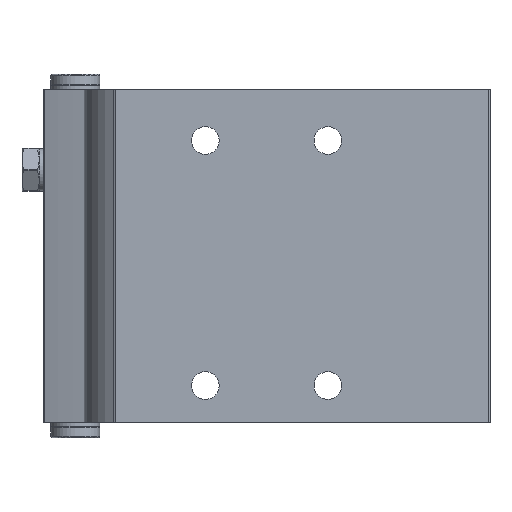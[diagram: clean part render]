
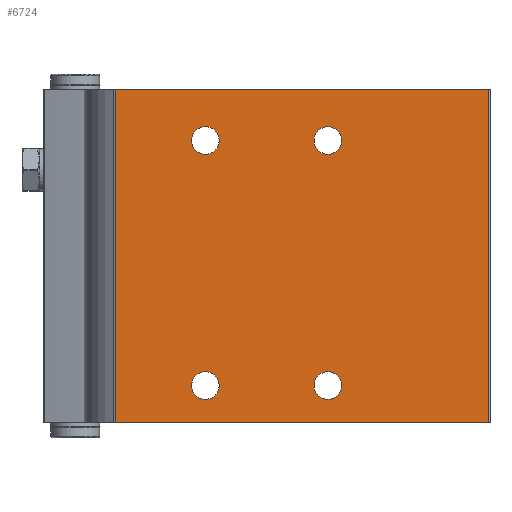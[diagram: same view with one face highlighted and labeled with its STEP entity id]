
A CAD part, front view. The second image highlights one B-rep face of the part: STEP entity #6724.
In plain terms, the highlighted planar face has unit normal (0, -1, 0).
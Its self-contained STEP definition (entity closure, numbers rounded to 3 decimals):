
#481=LINE('',#11240,#1026);
#482=LINE('',#11250,#1027);
#483=LINE('',#11252,#1028);
#484=LINE('',#11254,#1029);
#1026=VECTOR('',#8662,1000.);
#1027=VECTOR('',#8673,1000.);
#1028=VECTOR('',#8674,1000.);
#1029=VECTOR('',#8675,1000.);
#1692=ORIENTED_EDGE('',*,*,#3479,.F.);
#1693=ORIENTED_EDGE('',*,*,#3480,.F.);
#1694=ORIENTED_EDGE('',*,*,#3481,.F.);
#1695=ORIENTED_EDGE('',*,*,#3482,.F.);
#1696=ORIENTED_EDGE('',*,*,#3483,.F.);
#1697=ORIENTED_EDGE('',*,*,#3478,.F.);
#1698=ORIENTED_EDGE('',*,*,#3484,.T.);
#1699=ORIENTED_EDGE('',*,*,#3485,.T.);
#3478=EDGE_CURVE('',#4374,#4373,#481,.T.);
#3479=EDGE_CURVE('',#4375,#4375,#4853,.T.);
#3480=EDGE_CURVE('',#4376,#4376,#4854,.T.);
#3481=EDGE_CURVE('',#4377,#4377,#4855,.T.);
#3482=EDGE_CURVE('',#4378,#4378,#4856,.T.);
#3483=EDGE_CURVE('',#4373,#4379,#482,.T.);
#3484=EDGE_CURVE('',#4374,#4380,#483,.T.);
#3485=EDGE_CURVE('',#4380,#4379,#484,.T.);
#4373=VERTEX_POINT('',#11237);
#4374=VERTEX_POINT('',#11239);
#4375=VERTEX_POINT('',#11243);
#4376=VERTEX_POINT('',#11245);
#4377=VERTEX_POINT('',#11247);
#4378=VERTEX_POINT('',#11249);
#4379=VERTEX_POINT('',#11251);
#4380=VERTEX_POINT('',#11253);
#4853=CIRCLE('',#7665,2.25);
#4854=CIRCLE('',#7666,2.25);
#4855=CIRCLE('',#7667,2.25);
#4856=CIRCLE('',#7668,2.25);
#5164=EDGE_LOOP('',(#1692));
#5165=EDGE_LOOP('',(#1693));
#5166=EDGE_LOOP('',(#1694));
#5167=EDGE_LOOP('',(#1695));
#5168=EDGE_LOOP('',(#1696,#1697,#1698,#1699));
#5851=FACE_BOUND('',#5164,.T.);
#5852=FACE_BOUND('',#5165,.T.);
#5853=FACE_BOUND('',#5166,.T.);
#5854=FACE_BOUND('',#5167,.T.);
#5855=FACE_BOUND('',#5168,.T.);
#6462=PLANE('',#7664);
#6724=ADVANCED_FACE('',(#5851,#5852,#5853,#5854,#5855),#6462,.T.);
#7664=AXIS2_PLACEMENT_3D('',#11241,#8663,#8664);
#7665=AXIS2_PLACEMENT_3D('',#11242,#8665,#8666);
#7666=AXIS2_PLACEMENT_3D('',#11244,#8667,#8668);
#7667=AXIS2_PLACEMENT_3D('',#11246,#8669,#8670);
#7668=AXIS2_PLACEMENT_3D('',#11248,#8671,#8672);
#8662=DIRECTION('',(0.,0.,1.));
#8663=DIRECTION('',(0.,-1.,0.));
#8664=DIRECTION('',(0.,0.,-1.));
#8665=DIRECTION('',(0.,-1.,0.));
#8666=DIRECTION('',(0.,0.,-1.));
#8667=DIRECTION('',(0.,-1.,0.));
#8668=DIRECTION('',(0.,0.,-1.));
#8669=DIRECTION('',(0.,-1.,0.));
#8670=DIRECTION('',(0.,0.,-1.));
#8671=DIRECTION('',(0.,-1.,0.));
#8672=DIRECTION('',(0.,0.,-1.));
#8673=DIRECTION('',(1.,0.,0.));
#8674=DIRECTION('',(1.,0.,0.));
#8675=DIRECTION('',(0.,0.,1.));
#11237=CARTESIAN_POINT('',(-36.27,0.,0.));
#11239=CARTESIAN_POINT('',(-36.27,0.,-54.3));
#11240=CARTESIAN_POINT('',(-36.27,0.,-54.3));
#11241=CARTESIAN_POINT('',(-36.27,0.,-54.3));
#11242=CARTESIAN_POINT('',(-10.,0.,-46.));
#11243=CARTESIAN_POINT('',(-10.,0.,-48.25));
#11244=CARTESIAN_POINT('',(-10.,0.,-6.));
#11245=CARTESIAN_POINT('',(-10.,0.,-8.25));
#11246=CARTESIAN_POINT('',(10.,0.,-46.));
#11247=CARTESIAN_POINT('',(10.,0.,-48.25));
#11248=CARTESIAN_POINT('',(10.,0.,-6.));
#11249=CARTESIAN_POINT('',(10.,0.,-8.25));
#11250=CARTESIAN_POINT('',(-36.27,0.,0.));
#11251=CARTESIAN_POINT('',(24.73,0.,0.));
#11252=CARTESIAN_POINT('',(-36.27,0.,-54.3));
#11253=CARTESIAN_POINT('',(24.73,0.,-54.3));
#11254=CARTESIAN_POINT('',(24.73,0.,-54.3));
